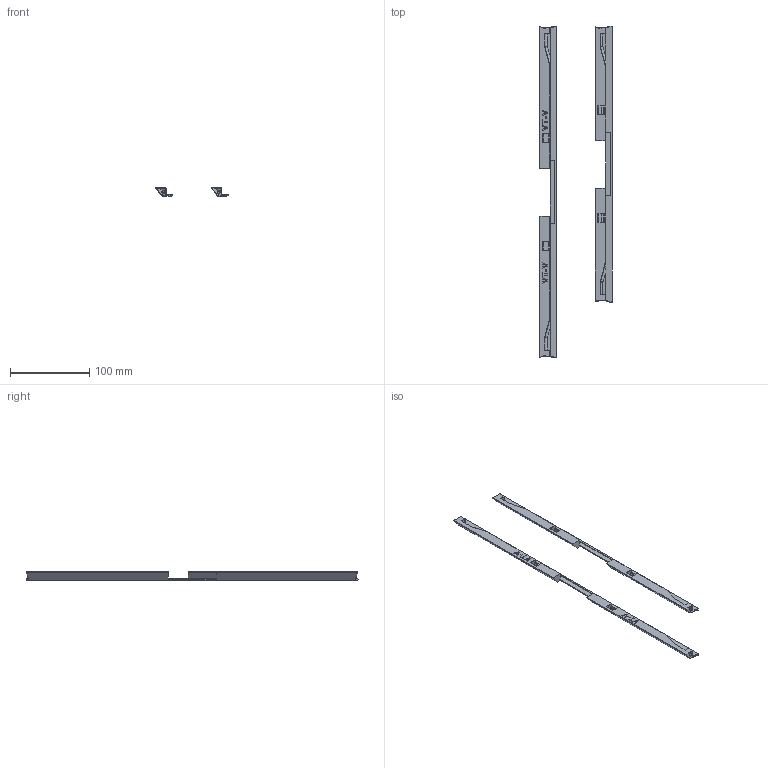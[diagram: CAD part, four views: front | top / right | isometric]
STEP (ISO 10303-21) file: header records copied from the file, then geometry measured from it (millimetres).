
FILE_DESCRIPTION(/* description */ (''),/* implementation_level */ '2;1');
FILE_NAME(/* name */ '300mm_Specific.step',/* time_stamp */ '2025-08-25T17:00:16-05:00',/* author */ (''),/* organization */ (''),/* preprocessor_version */ 'ST-DEVELOPER v20.1',/* originating_system */ 'Autodesk Translation Framework v14.10.0.0',/* authorisation */ '');
FILE_SCHEMA (('AUTOMOTIVE_DESIGN { 1 0 10303 214 3 1 1 }'));
Length unit declared in the file: millimetre
Products named in the file (3): 300mm_Specific; V2_300mm_vertical_side_x6; VT_300mm_vertical_side_a_x6
Assembly tree (2 placements, depth 2):
  300mm_Specific
    V2_300mm_vertical_side_x6
    VT_300mm_vertical_side_a_x6
Bounding box: 90.92 x 418 x 10.41 mm (x, y, z)
Volume: 63762.9 mm3; surface area: 40540.7 mm2
Topology: 2 solids, 2 shells, 318 faces, 859 edges, 537 vertices
Faces by surface type: plane 226, cylinder 60, bspline 15, cone 13, sphere 4
Full cylindrical faces by diameter (mm): 3.4 x4
Entity records: 10336 total; most frequent: CARTESIAN_POINT 2276, ORIENTED_EDGE 1694, DIRECTION 1616, EDGE_CURVE 847, LINE 662, VECTOR 662, VERTEX_POINT 537, AXIS2_PLACEMENT_3D 477
